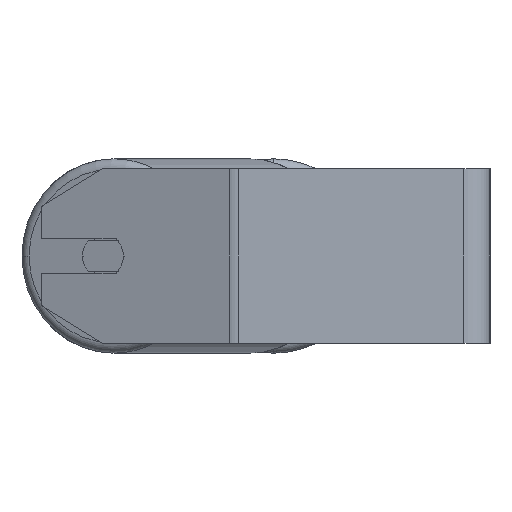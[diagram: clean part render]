
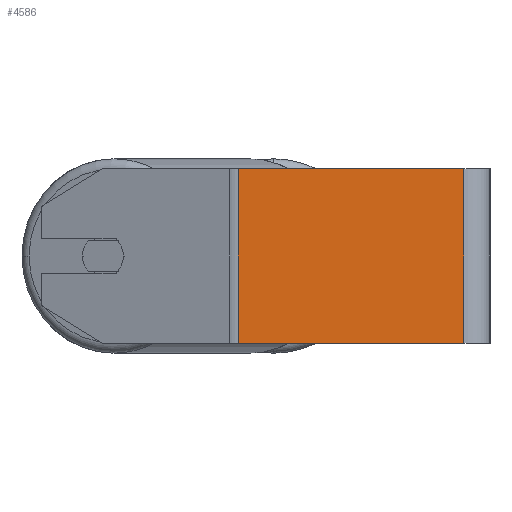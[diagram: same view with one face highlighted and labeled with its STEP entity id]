
A CAD part, left-side view. The second image highlights one B-rep face of the part: STEP entity #4586.
In plain terms, the highlighted planar face has unit normal (-1, 0, 0).
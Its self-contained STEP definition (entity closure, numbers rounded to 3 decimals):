
#160 = LINE ( 'NONE', #3490, #2717 ) ;
#684 = PLANE ( 'NONE',  #5529 ) ;
#784 = VERTEX_POINT ( 'NONE', #5299 ) ;
#1474 = EDGE_CURVE ( 'NONE', #2937, #5515, #8504, .T. ) ;
#2717 = VECTOR ( 'NONE', #6209, 1000. ) ;
#2937 = VERTEX_POINT ( 'NONE', #7080 ) ;
#3490 = CARTESIAN_POINT ( 'NONE',  ( -340., 117.369, 40. ) ) ;
#3580 = DIRECTION ( 'NONE',  ( 1., 0., 0. ) ) ;
#3806 = ORIENTED_EDGE ( 'NONE', *, *, #1474, .T. ) ;
#3907 = DIRECTION ( 'NONE',  ( 0., 0., -1. ) ) ;
#4586 = ADVANCED_FACE ( 'NONE', ( #8244 ), #684, .F. ) ;
#4615 = DIRECTION ( 'NONE',  ( 0., 0., -1. ) ) ;
#4617 = VECTOR ( 'NONE', #3907, 1000. ) ;
#4756 = VECTOR ( 'NONE', #4615, 1000. ) ;
#4914 = CARTESIAN_POINT ( 'NONE',  ( -340., 12., -40. ) ) ;
#5146 = DIRECTION ( 'NONE',  ( 0., -1., 0. ) ) ;
#5283 = VERTEX_POINT ( 'NONE', #5311 ) ;
#5299 = CARTESIAN_POINT ( 'NONE',  ( -340., 115.253, 40. ) ) ;
#5311 = CARTESIAN_POINT ( 'NONE',  ( -340., 12., 40. ) ) ;
#5341 = VECTOR ( 'NONE', #5146, 1000. ) ;
#5515 = VERTEX_POINT ( 'NONE', #4914 ) ;
#5529 = AXIS2_PLACEMENT_3D ( 'NONE', #7404, #3580, #6205 ) ;
#5887 = EDGE_CURVE ( 'NONE', #784, #5283, #160, .T. ) ;
#5930 = CARTESIAN_POINT ( 'NONE',  ( -340., 115.253, 40. ) ) ;
#6205 = DIRECTION ( 'NONE',  ( 0., 0., -1. ) ) ;
#6209 = DIRECTION ( 'NONE',  ( 0., -1., 0. ) ) ;
#6440 = EDGE_LOOP ( 'NONE', ( #3806, #7638, #8389, #8414 ) ) ;
#6587 = LINE ( 'NONE', #7877, #4756 ) ;
#7080 = CARTESIAN_POINT ( 'NONE',  ( -340., 115.253, -40. ) ) ;
#7404 = CARTESIAN_POINT ( 'NONE',  ( -340., 117.369, 40. ) ) ;
#7638 = ORIENTED_EDGE ( 'NONE', *, *, #8033, .F. ) ;
#7877 = CARTESIAN_POINT ( 'NONE',  ( -340., 12., 40. ) ) ;
#8031 = EDGE_CURVE ( 'NONE', #784, #2937, #8538, .T. ) ;
#8033 = EDGE_CURVE ( 'NONE', #5283, #5515, #6587, .T. ) ;
#8244 = FACE_OUTER_BOUND ( 'NONE', #6440, .T. ) ;
#8389 = ORIENTED_EDGE ( 'NONE', *, *, #5887, .F. ) ;
#8414 = ORIENTED_EDGE ( 'NONE', *, *, #8031, .T. ) ;
#8504 = LINE ( 'NONE', #8638, #5341 ) ;
#8538 = LINE ( 'NONE', #5930, #4617 ) ;
#8638 = CARTESIAN_POINT ( 'NONE',  ( -340., 117.369, -40. ) ) ;
